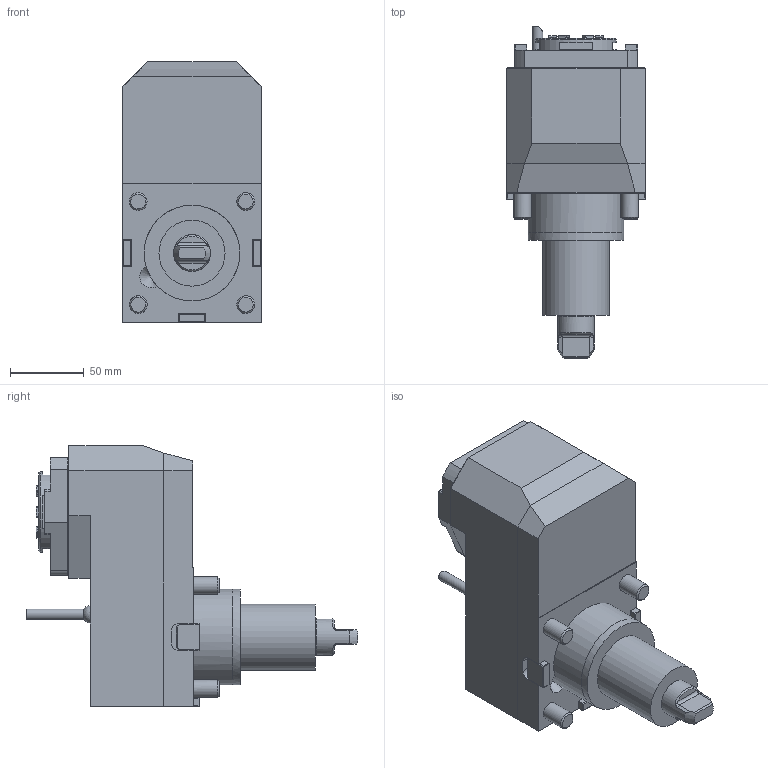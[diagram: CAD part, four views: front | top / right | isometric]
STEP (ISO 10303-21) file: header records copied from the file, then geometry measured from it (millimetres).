
FILE_DESCRIPTION (( 'STEP AP214' ), '1' );
FILE_NAME ('RAPPDH32I123UT65P85.STEP', '2026-01-28T10:10:54', ( '' ), ( '' ), 'SwSTEP 2.0', 'SolidWorks 2023', '' );
FILE_SCHEMA (( 'AUTOMOTIVE_DESIGN' ));
Length unit declared in the file: millimetre
Products named in the file (1): RAPPDH32I123UT65P85
Bounding box: 94 x 225.47 x 177 mm (x, y, z)
Volume: 1539266.8 mm3; surface area: 109489.2 mm2
Topology: 1 solids, 1 shells, 646 faces, 1703 edges, 1116 vertices
Faces by surface type: plane 404, bspline 152, cylinder 75, cone 14, sphere 1
Full cylindrical faces by diameter (mm): 3.4 x1, 4 x1, 4.2 x1, 7 x1, 12 x4, 12.733 x1, 23.2 x1, 25 x1, 44.9 x1, 45 x1, 55 x1, 65 x2
Entity records: 31388 total; most frequent: CARTESIAN_POINT 12426, ORIENTED_EDGE 3334, DIRECTION 2492, EDGE_CURVE 1667, LINE 1136, VECTOR 1136, VERTEX_POINT 1104, EDGE_LOOP 739
